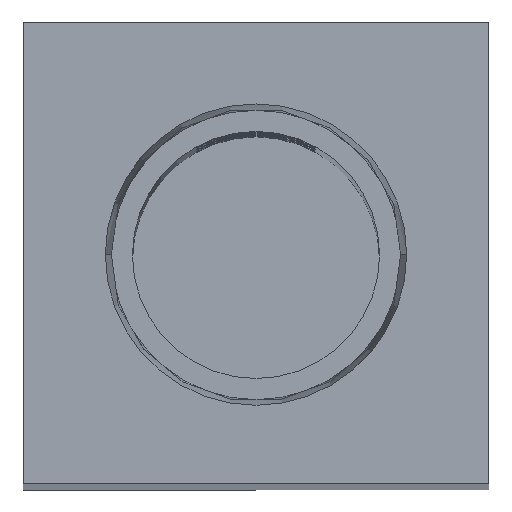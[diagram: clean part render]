
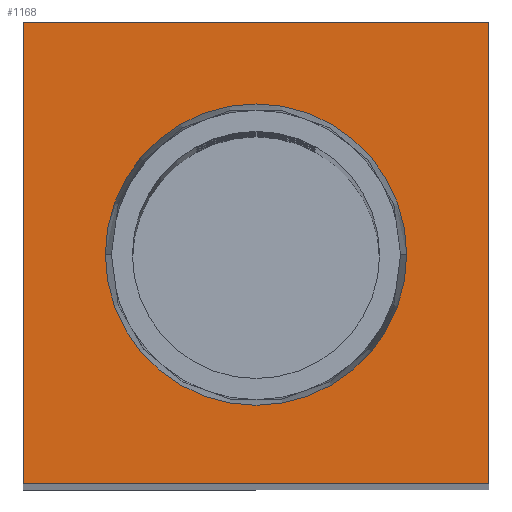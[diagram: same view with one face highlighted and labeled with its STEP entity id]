
A CAD part, top view. The second image highlights one B-rep face of the part: STEP entity #1168.
In plain terms, the highlighted planar face has unit normal (0, 0, 1).
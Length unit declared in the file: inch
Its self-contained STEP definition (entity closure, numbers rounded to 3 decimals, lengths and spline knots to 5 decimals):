
#13 = ORIENTED_EDGE ( 'NONE', *, *, #1128, .T. ) ;
#23 = CIRCLE ( 'NONE', #702, 0.20242 ) ;
#30 = VERTEX_POINT ( 'NONE', #924 ) ;
#40 = VERTEX_POINT ( 'NONE', #898 ) ;
#49 = VECTOR ( 'NONE', #500, 39.37008 ) ;
#67 = EDGE_CURVE ( 'NONE', #469, #30, #207, .T. ) ;
#73 = LINE ( 'NONE', #1071, #814 ) ;
#100 = CARTESIAN_POINT ( 'NONE',  ( -0.3125, -0.31, 2.5 ) ) ;
#103 = DIRECTION ( 'NONE',  ( 0., -1., 0. ) ) ;
#173 = VECTOR ( 'NONE', #103, 39.37008 ) ;
#193 = LINE ( 'NONE', #514, #49 ) ;
#198 = DIRECTION ( 'NONE',  ( 1., 0., 0. ) ) ;
#199 = DIRECTION ( 'NONE',  ( 0., 0., 1. ) ) ;
#200 = CARTESIAN_POINT ( 'NONE',  ( 0., -0.0025, 2.5 ) ) ;
#207 = LINE ( 'NONE', #850, #554 ) ;
#212 = CARTESIAN_POINT ( 'NONE',  ( -0.20242, -0.0025, 2.5 ) ) ;
#213 = ORIENTED_EDGE ( 'NONE', *, *, #1435, .T. ) ;
#235 = VERTEX_POINT ( 'NONE', #1406 ) ;
#239 = CARTESIAN_POINT ( 'NONE',  ( 0.3125, 0.31, 2.5 ) ) ;
#307 = ORIENTED_EDGE ( 'NONE', *, *, #67, .T. ) ;
#331 = VERTEX_POINT ( 'NONE', #598 ) ;
#341 = AXIS2_PLACEMENT_3D ( 'NONE', #1028, #1005, #1004 ) ;
#407 = LINE ( 'NONE', #100, #173 ) ;
#437 = AXIS2_PLACEMENT_3D ( 'NONE', #980, #979, #976 ) ;
#469 = VERTEX_POINT ( 'NONE', #239 ) ;
#488 = EDGE_CURVE ( 'NONE', #331, #537, #23, .T. ) ;
#500 = DIRECTION ( 'NONE',  ( 1., 0., 0. ) ) ;
#514 = CARTESIAN_POINT ( 'NONE',  ( 0.3125, -0.31, 2.5 ) ) ;
#537 = VERTEX_POINT ( 'NONE', #212 ) ;
#554 = VECTOR ( 'NONE', #842, 39.37008 ) ;
#598 = CARTESIAN_POINT ( 'NONE',  ( 0.20242, -0.0025, 2.5 ) ) ;
#622 = EDGE_CURVE ( 'NONE', #30, #40, #407, .T. ) ;
#702 = AXIS2_PLACEMENT_3D ( 'NONE', #200, #199, #198 ) ;
#730 = ORIENTED_EDGE ( 'NONE', *, *, #488, .F. ) ;
#751 = ORIENTED_EDGE ( 'NONE', *, *, #622, .T. ) ;
#794 = FACE_OUTER_BOUND ( 'NONE', #808, .T. ) ;
#808 = EDGE_LOOP ( 'NONE', ( #751, #213, #13, #307 ) ) ;
#814 = VECTOR ( 'NONE', #1061, 39.37008 ) ;
#842 = DIRECTION ( 'NONE',  ( -1., 0., 0. ) ) ;
#850 = CARTESIAN_POINT ( 'NONE',  ( 0.3125, 0.31, 2.5 ) ) ;
#898 = CARTESIAN_POINT ( 'NONE',  ( -0.3125, -0.31, 2.5 ) ) ;
#924 = CARTESIAN_POINT ( 'NONE',  ( -0.3125, 0.31, 2.5 ) ) ;
#976 = DIRECTION ( 'NONE',  ( 1., 0., 0. ) ) ;
#979 = DIRECTION ( 'NONE',  ( 0., 0., 1. ) ) ;
#980 = CARTESIAN_POINT ( 'NONE',  ( 0., -0.0025, 2.5 ) ) ;
#1004 = DIRECTION ( 'NONE',  ( 1., 0., 0. ) ) ;
#1005 = DIRECTION ( 'NONE',  ( 0., 0., 1. ) ) ;
#1028 = CARTESIAN_POINT ( 'NONE',  ( 0., 0., 2.5 ) ) ;
#1051 = PLANE ( 'NONE',  #341 ) ;
#1061 = DIRECTION ( 'NONE',  ( 0., 1., 0. ) ) ;
#1071 = CARTESIAN_POINT ( 'NONE',  ( 0.3125, -0.31, 2.5 ) ) ;
#1128 = EDGE_CURVE ( 'NONE', #235, #469, #73, .T. ) ;
#1168 = ADVANCED_FACE ( 'NONE', ( #1391, #794 ), #1051, .T. ) ;
#1207 = EDGE_CURVE ( 'NONE', #537, #331, #1222, .T. ) ;
#1216 = EDGE_LOOP ( 'NONE', ( #730, #1404 ) ) ;
#1222 = CIRCLE ( 'NONE', #437, 0.20242 ) ;
#1391 = FACE_BOUND ( 'NONE', #1216, .T. ) ;
#1404 = ORIENTED_EDGE ( 'NONE', *, *, #1207, .F. ) ;
#1406 = CARTESIAN_POINT ( 'NONE',  ( 0.3125, -0.31, 2.5 ) ) ;
#1435 = EDGE_CURVE ( 'NONE', #40, #235, #193, .T. ) ;
